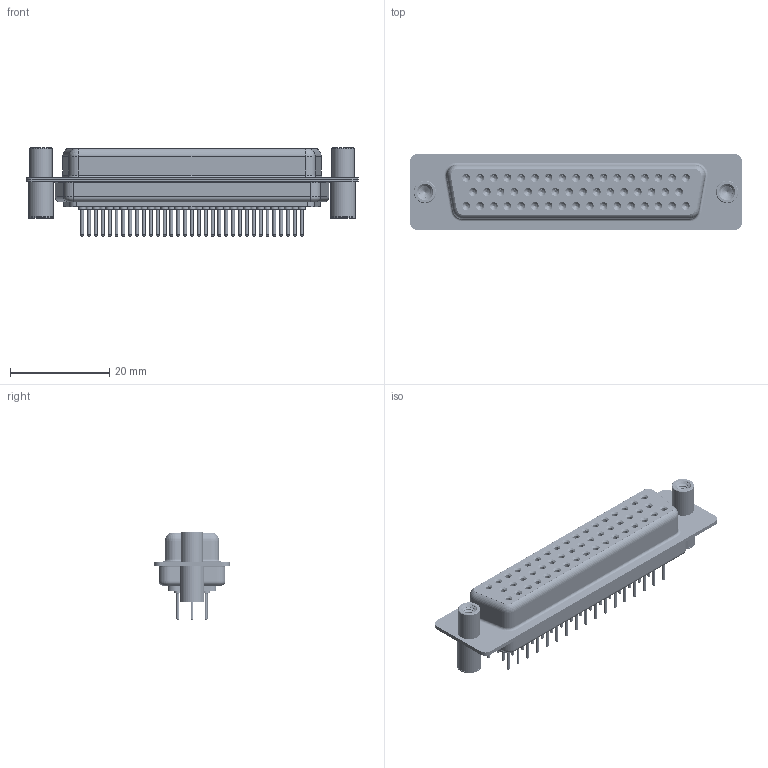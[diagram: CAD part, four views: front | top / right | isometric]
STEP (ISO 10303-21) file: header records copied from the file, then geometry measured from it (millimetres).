
FILE_DESCRIPTION (( 'STEP AP203' ), '1' );
FILE_NAME ('628-M50-621-LN4.STEP', '2020-07-17T10:15:51', ( '' ), ( '' ), 'SwSTEP 2.0', 'SolidWorks 2020', '' );
FILE_SCHEMA (( 'CONFIG_CONTROL_DESIGN' ));
Length unit declared in the file: millimetre
Products named in the file (8): 628M Contact Row 3_21; 628M Housing_50 Contacts; 628M Shell Rear_50 Contacts; 628M Shell Front_50 Contacts; 628M 4-40 Threaded Standoff and Board Spacer; 628M Contact Row 2_21; 628M Contact Row 1_21; 628-M50-621-LN4
Assembly tree (55 placements, depth 2):
  628-M50-621-LN4
    628M Housing_50 Contacts
    628M Shell Front_50 Contacts
    628M Shell Rear_50 Contacts
    628M Contact Row 1_21  x17
    628M Contact Row 2_21  x16
    628M Contact Row 3_21  x17
    628M 4-40 Threaded Standoff and Board Spacer  x2
Bounding box: 67 x 15.3 x 17.8 mm (x, y, z)
Volume: 6909 mm3; surface area: 15567.4 mm2
Topology: 55 solids, 55 shells, 3115 faces, 7211 edges, 4415 vertices
Faces by surface type: cylinder 1139, plane 823, torus 761, cone 380, bspline 12
Entity records: 34819 total; most frequent: CARTESIAN_POINT 7535, DIRECTION 5858, ORIENTED_EDGE 4802, AXIS2_PLACEMENT_3D 2494, EDGE_CURVE 2401, VERTEX_POINT 1521, CIRCLE 1377, EDGE_LOOP 1348
